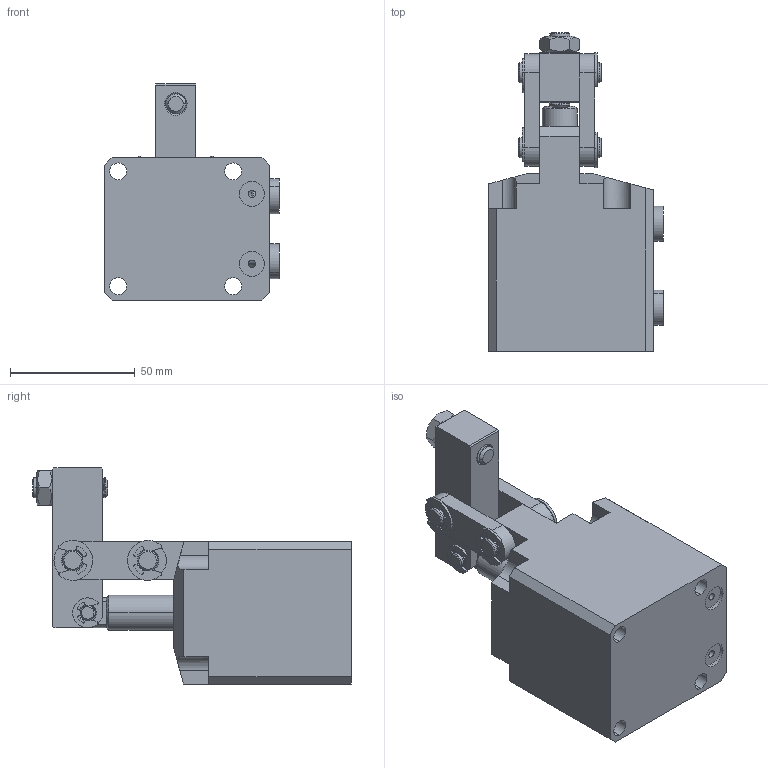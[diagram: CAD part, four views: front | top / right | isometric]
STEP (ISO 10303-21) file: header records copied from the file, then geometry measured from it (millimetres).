
FILE_DESCRIPTION (( 'STEP AP214' ), '1' );
FILE_NAME ('CBLU-35GL話裝宒蚐揤詰.STEP', '2019-04-23T09:29:30', ( '' ), ( '' ), 'SwSTEP 2.0', 'SolidWorks 2016', '' );
FILE_SCHEMA (( 'AUTOMOTIVE_DESIGN' ));
Length unit declared in the file: millimetre
Products named in the file (12): CBLU-35GL話裝宒蚐揤詰; ｱｾﾌ蕕L_1_3_1; ｻ鏸鄕ﾋ_2_1_2_1; ﾁｬｸﾋ_2_1; 35揤旋; 傻种粣_2_1; 酗种粣_2_1; e rings gb_GB_CONNECTING_PIECE_RINGS_HR 6_2_1; e rings gb_GB_CONNECTING_PIECE_RINGS_HR 8_2_1; 錨璃2_3_1; 蹟佪2_2; M8蹟譫2
Assembly tree (18 placements, depth 2):
  CBLU-35GL話裝宒蚐揤詰
    ｱｾﾌ蕕L_1_3_1
    ｻ鏸鄕ﾋ_2_1_2_1
    ﾁｬｸﾋ_2_1  x2
    35揤旋
    傻种粣_2_1
    酗种粣_2_1  x2
    e rings gb_GB_CONNECTING_PIECE_RINGS_HR 6_2_1  x2
    e rings gb_GB_CONNECTING_PIECE_RINGS_HR 8_2_1  x4
    錨璃2_3_1  x2
    蹟佪2_2
    M8蹟譫2
Bounding box: 70 x 127.5 x 86.5 mm (x, y, z)
Volume: 257579.3 mm3; surface area: 61210.4 mm2
Topology: 18 solids, 18 shells, 490 faces, 1247 edges, 814 vertices
Faces by surface type: cylinder 238, plane 168, cone 76, bspline 8
Entity records: 13008 total; most frequent: CARTESIAN_POINT 4323, DIRECTION 1745, ORIENTED_EDGE 1716, EDGE_CURVE 858, AXIS2_PLACEMENT_3D 663, VERTEX_POINT 558, VECTOR 419, LINE 419
